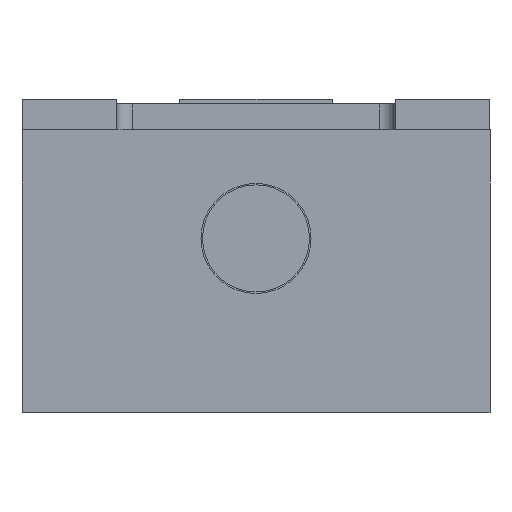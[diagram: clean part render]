
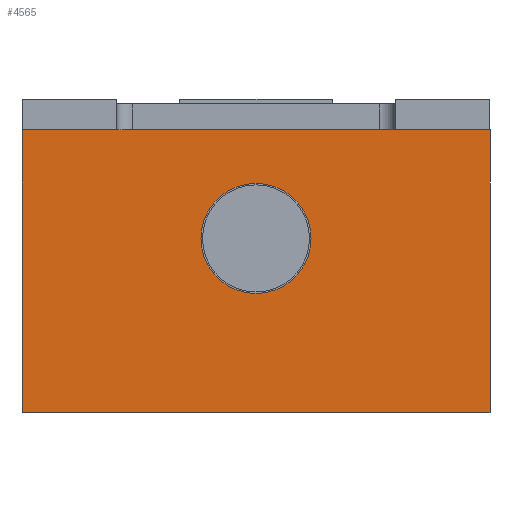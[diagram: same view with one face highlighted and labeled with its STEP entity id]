
A CAD part, front view. The second image highlights one B-rep face of the part: STEP entity #4565.
In plain terms, the highlighted planar face has unit normal (0, -1, 0).
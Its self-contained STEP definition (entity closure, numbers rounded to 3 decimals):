
#149=FACE_BOUND('',#866,.T.);
#329=CIRCLE('',#4942,3.6);
#458=PLANE('',#4947);
#578=FACE_OUTER_BOUND('',#865,.T.);
#865=EDGE_LOOP('',(#3163,#3164,#3165,#3166));
#866=EDGE_LOOP('',(#3167));
#1162=LINE('',#6733,#1466);
#1179=LINE('',#6814,#1483);
#1180=LINE('',#6815,#1484);
#1181=LINE('',#6816,#1485);
#1466=VECTOR('',#5414,10.);
#1483=VECTOR('',#5509,10.);
#1484=VECTOR('',#5510,10.);
#1485=VECTOR('',#5511,10.);
#1902=VERTEX_POINT('',#6726);
#1905=VERTEX_POINT('',#6731);
#1927=VERTEX_POINT('',#6803);
#1929=VERTEX_POINT('',#6812);
#1930=VERTEX_POINT('',#6813);
#2370=EDGE_CURVE('',#1905,#1902,#1162,.T.);
#2403=EDGE_CURVE('',#1927,#1927,#329,.T.);
#2406=EDGE_CURVE('',#1929,#1930,#1179,.T.);
#2407=EDGE_CURVE('',#1930,#1902,#1180,.T.);
#2408=EDGE_CURVE('',#1929,#1905,#1181,.T.);
#3163=ORIENTED_EDGE('',*,*,#2406,.T.);
#3164=ORIENTED_EDGE('',*,*,#2407,.T.);
#3165=ORIENTED_EDGE('',*,*,#2370,.F.);
#3166=ORIENTED_EDGE('',*,*,#2408,.F.);
#3167=ORIENTED_EDGE('',*,*,#2403,.T.);
#4565=ADVANCED_FACE('',(#578,#149),#458,.T.);
#4942=AXIS2_PLACEMENT_3D('',#6804,#5496,#5497);
#4947=AXIS2_PLACEMENT_3D('',#6811,#5507,#5508);
#5414=DIRECTION('',(1.,0.,0.));
#5496=DIRECTION('center_axis',(0.,1.,0.));
#5497=DIRECTION('ref_axis',(1.,0.,0.));
#5507=DIRECTION('center_axis',(0.,-1.,0.));
#5508=DIRECTION('ref_axis',(1.,0.,0.));
#5509=DIRECTION('',(1.,0.,0.));
#5510=DIRECTION('',(0.,0.,1.));
#5511=DIRECTION('',(0.,0.,1.));
#6726=CARTESIAN_POINT('',(15.3,-24.75,18.5));
#6731=CARTESIAN_POINT('',(-15.3,-24.75,18.5));
#6733=CARTESIAN_POINT('',(-15.3,-24.75,18.5));
#6803=CARTESIAN_POINT('',(-3.6,-24.75,11.4));
#6804=CARTESIAN_POINT('Origin',(0.,-24.75,11.4));
#6811=CARTESIAN_POINT('Origin',(-15.3,-24.75,0.));
#6812=CARTESIAN_POINT('',(-15.3,-24.75,0.));
#6813=CARTESIAN_POINT('',(15.3,-24.75,0.));
#6814=CARTESIAN_POINT('',(-15.3,-24.75,0.));
#6815=CARTESIAN_POINT('',(15.3,-24.75,0.));
#6816=CARTESIAN_POINT('',(-15.3,-24.75,0.));
